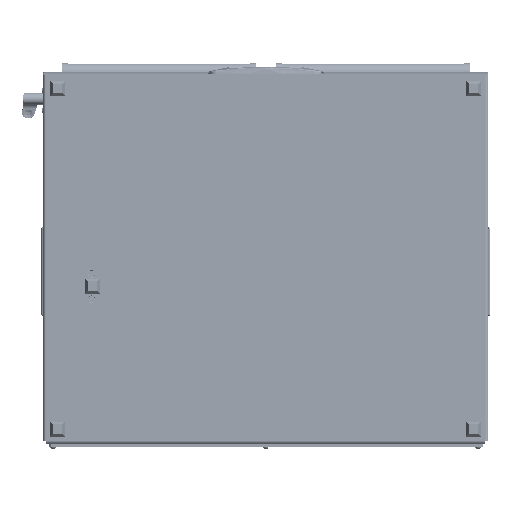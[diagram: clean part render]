
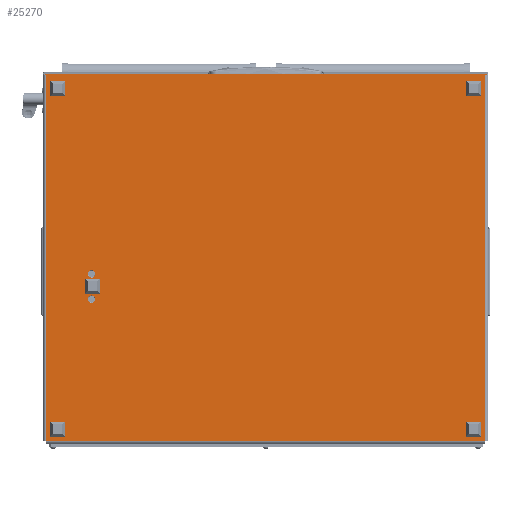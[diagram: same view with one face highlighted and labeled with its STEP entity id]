
A CAD part, front view. The second image highlights one B-rep face of the part: STEP entity #25270.
In plain terms, the highlighted face is planar.
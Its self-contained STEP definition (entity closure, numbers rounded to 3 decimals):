
#1981 = CARTESIAN_POINT ( 'NONE',  ( -2., 610., 0. ) ) ;
#2655 = VERTEX_POINT ( 'NONE', #33570 ) ;
#3419 = EDGE_CURVE ( 'NONE', #99663, #15764, #104889, .T. ) ;
#3505 = VERTEX_POINT ( 'NONE', #94926 ) ;
#3895 = FACE_BOUND ( 'NONE', #30106, .T. ) ;
#4157 = VECTOR ( 'NONE', #78141, 1000. ) ;
#4761 = CIRCLE ( 'NONE', #59255, 5.2 ) ;
#6198 = CARTESIAN_POINT ( 'NONE',  ( 0., -2., 0. ) ) ;
#7219 = VECTOR ( 'NONE', #134342, 1000. ) ;
#7472 = EDGE_CURVE ( 'NONE', #106373, #35277, #4761, .T. ) ;
#9063 = VERTEX_POINT ( 'NONE', #71267 ) ;
#9729 = CARTESIAN_POINT ( 'NONE',  ( 269.8, 545., 0. ) ) ;
#11208 = PLANE ( 'NONE',  #74259 ) ;
#11579 = DIRECTION ( 'NONE',  ( -1., 0., 0. ) ) ;
#11981 = ORIENTED_EDGE ( 'NONE', *, *, #38771, .F. ) ;
#12288 = CARTESIAN_POINT ( 'NONE',  ( 0., 0., 0. ) ) ;
#12985 = DIRECTION ( 'NONE',  ( 1., 0., 0. ) ) ;
#13917 = VECTOR ( 'NONE', #12985, 1000. ) ;
#15764 = VERTEX_POINT ( 'NONE', #29033 ) ;
#22220 = CARTESIAN_POINT ( 'NONE',  ( 0., 610., 0. ) ) ;
#22318 = EDGE_CURVE ( 'NONE', #138025, #15764, #45022, .T. ) ;
#22833 = DIRECTION ( 'NONE',  ( -1., 0., 0. ) ) ;
#23176 = VECTOR ( 'NONE', #67191, 1000. ) ;
#24592 = AXIS2_PLACEMENT_3D ( 'NONE', #87856, #109183, #42304 ) ;
#25270 = ADVANCED_FACE ( 'NONE', ( #54667, #3895, #65409 ), #11208, .T. ) ;
#25405 = EDGE_CURVE ( 'NONE', #3505, #138025, #115626, .T. ) ;
#25437 = CARTESIAN_POINT ( 'NONE',  ( 506., 608., 0. ) ) ;
#25443 = EDGE_CURVE ( 'NONE', #35277, #106373, #37963, .T. ) ;
#25733 = CIRCLE ( 'NONE', #82736, 5.2 ) ;
#27259 = CARTESIAN_POINT ( 'NONE',  ( 0., -4., 0. ) ) ;
#27465 = EDGE_LOOP ( 'NONE', ( #11981, #99518 ) ) ;
#29033 = CARTESIAN_POINT ( 'NONE',  ( 0., 610., 0. ) ) ;
#29434 = CARTESIAN_POINT ( 'NONE',  ( -2., -4., 0. ) ) ;
#29613 = EDGE_CURVE ( 'NONE', #2655, #9063, #79252, .T. ) ;
#30020 = EDGE_CURVE ( 'NONE', #84637, #9063, #122979, .T. ) ;
#30106 = EDGE_LOOP ( 'NONE', ( #109695, #83583 ) ) ;
#32804 = CARTESIAN_POINT ( 'NONE',  ( 0., 608., 0. ) ) ;
#33570 = CARTESIAN_POINT ( 'NONE',  ( 0., 0., 0. ) ) ;
#33664 = VECTOR ( 'NONE', #93108, 1000. ) ;
#33687 = LINE ( 'NONE', #34400, #23176 ) ;
#33759 = VERTEX_POINT ( 'NONE', #91472 ) ;
#34400 = CARTESIAN_POINT ( 'NONE',  ( 0., 608., 0. ) ) ;
#35217 = ORIENTED_EDGE ( 'NONE', *, *, #22318, .T. ) ;
#35277 = VERTEX_POINT ( 'NONE', #110891 ) ;
#37963 = CIRCLE ( 'NONE', #119762, 5.2 ) ;
#38771 = EDGE_CURVE ( 'NONE', #98747, #97185, #49636, .T. ) ;
#42304 = DIRECTION ( 'NONE',  ( -1., 0., 0. ) ) ;
#44264 = CARTESIAN_POINT ( 'NONE',  ( 310., 545., 0. ) ) ;
#45022 = LINE ( 'NONE', #22220, #116622 ) ;
#49636 = CIRCLE ( 'NONE', #24592, 5.2 ) ;
#51053 = ORIENTED_EDGE ( 'NONE', *, *, #95177, .T. ) ;
#54096 = CARTESIAN_POINT ( 'NONE',  ( 304.8, 545., 0. ) ) ;
#54667 = FACE_BOUND ( 'NONE', #27465, .T. ) ;
#58045 = DIRECTION ( 'NONE',  ( -1., 0., 0. ) ) ;
#59255 = AXIS2_PLACEMENT_3D ( 'NONE', #44264, #97638, #22833 ) ;
#60361 = LINE ( 'NONE', #6198, #33664 ) ;
#62952 = DIRECTION ( 'NONE',  ( 0., 1., 0. ) ) ;
#65409 = FACE_OUTER_BOUND ( 'NONE', #106735, .T. ) ;
#65976 = ORIENTED_EDGE ( 'NONE', *, *, #29613, .F. ) ;
#67191 = DIRECTION ( 'NONE',  ( -1., 0., 0. ) ) ;
#67748 = CARTESIAN_POINT ( 'NONE',  ( 280.2, 545., 0. ) ) ;
#68115 = ORIENTED_EDGE ( 'NONE', *, *, #81086, .F. ) ;
#71267 = CARTESIAN_POINT ( 'NONE',  ( 506., 0., 0. ) ) ;
#74259 = AXIS2_PLACEMENT_3D ( 'NONE', #79422, #86778, #58045 ) ;
#78141 = DIRECTION ( 'NONE',  ( 0., 1., 0. ) ) ;
#79252 = LINE ( 'NONE', #12288, #13917 ) ;
#79422 = CARTESIAN_POINT ( 'NONE',  ( 0., 608., 0. ) ) ;
#80984 = ORIENTED_EDGE ( 'NONE', *, *, #3419, .F. ) ;
#81086 = EDGE_CURVE ( 'NONE', #33759, #2655, #97087, .T. ) ;
#82736 = AXIS2_PLACEMENT_3D ( 'NONE', #121226, #87142, #11579 ) ;
#83583 = ORIENTED_EDGE ( 'NONE', *, *, #25443, .F. ) ;
#83650 = DIRECTION ( 'NONE',  ( -1., 0., 0. ) ) ;
#84637 = VERTEX_POINT ( 'NONE', #124331 ) ;
#86778 = DIRECTION ( 'NONE',  ( 0., 0., -1. ) ) ;
#87142 = DIRECTION ( 'NONE',  ( 0., 0., -1. ) ) ;
#87856 = CARTESIAN_POINT ( 'NONE',  ( 275., 545., 0. ) ) ;
#89409 = VECTOR ( 'NONE', #62952, 1000. ) ;
#91472 = CARTESIAN_POINT ( 'NONE',  ( 0., -2., 0. ) ) ;
#93108 = DIRECTION ( 'NONE',  ( -1., 0., 0. ) ) ;
#94926 = CARTESIAN_POINT ( 'NONE',  ( -2., -2., 0. ) ) ;
#95177 = EDGE_CURVE ( 'NONE', #33759, #3505, #60361, .T. ) ;
#97087 = LINE ( 'NONE', #137650, #89409 ) ;
#97185 = VERTEX_POINT ( 'NONE', #67748 ) ;
#97638 = DIRECTION ( 'NONE',  ( 0., 0., -1. ) ) ;
#98747 = VERTEX_POINT ( 'NONE', #9729 ) ;
#99478 = ORIENTED_EDGE ( 'NONE', *, *, #25405, .T. ) ;
#99518 = ORIENTED_EDGE ( 'NONE', *, *, #117220, .F. ) ;
#99663 = VERTEX_POINT ( 'NONE', #32804 ) ;
#99997 = ORIENTED_EDGE ( 'NONE', *, *, #124572, .F. ) ;
#104889 = LINE ( 'NONE', #27259, #4157 ) ;
#106063 = VECTOR ( 'NONE', #116324, 1000. ) ;
#106373 = VERTEX_POINT ( 'NONE', #54096 ) ;
#106735 = EDGE_LOOP ( 'NONE', ( #68115, #51053, #99478, #35217, #80984, #99997, #134681, #65976 ) ) ;
#109183 = DIRECTION ( 'NONE',  ( 0., 0., -1. ) ) ;
#109695 = ORIENTED_EDGE ( 'NONE', *, *, #7472, .F. ) ;
#110891 = CARTESIAN_POINT ( 'NONE',  ( 315.2, 545., 0. ) ) ;
#115626 = LINE ( 'NONE', #29434, #106063 ) ;
#116324 = DIRECTION ( 'NONE',  ( 0., 1., 0. ) ) ;
#116622 = VECTOR ( 'NONE', #130420, 1000. ) ;
#117220 = EDGE_CURVE ( 'NONE', #97185, #98747, #25733, .T. ) ;
#119762 = AXIS2_PLACEMENT_3D ( 'NONE', #127678, #125591, #83650 ) ;
#121226 = CARTESIAN_POINT ( 'NONE',  ( 275., 545., 0. ) ) ;
#122979 = LINE ( 'NONE', #25437, #7219 ) ;
#124331 = CARTESIAN_POINT ( 'NONE',  ( 506., 608., 0. ) ) ;
#124572 = EDGE_CURVE ( 'NONE', #84637, #99663, #33687, .T. ) ;
#125591 = DIRECTION ( 'NONE',  ( 0., 0., -1. ) ) ;
#127678 = CARTESIAN_POINT ( 'NONE',  ( 310., 545., 0. ) ) ;
#130420 = DIRECTION ( 'NONE',  ( 1., 0., 0. ) ) ;
#134342 = DIRECTION ( 'NONE',  ( 0., -1., 0. ) ) ;
#134681 = ORIENTED_EDGE ( 'NONE', *, *, #30020, .T. ) ;
#137650 = CARTESIAN_POINT ( 'NONE',  ( 0., -4., 0. ) ) ;
#138025 = VERTEX_POINT ( 'NONE', #1981 ) ;
